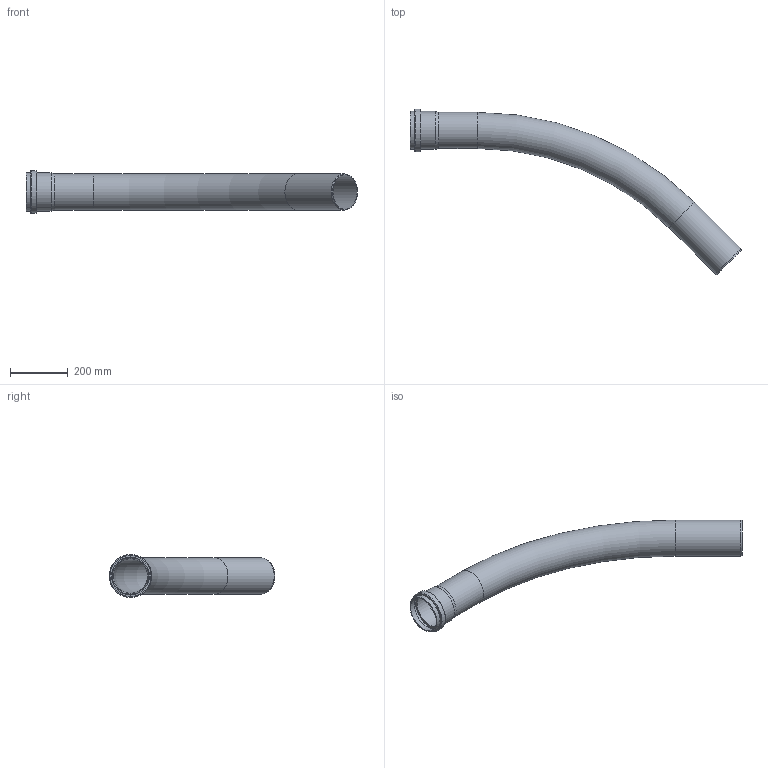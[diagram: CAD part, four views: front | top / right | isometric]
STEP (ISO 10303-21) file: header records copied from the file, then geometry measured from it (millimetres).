
FILE_DESCRIPTION(/* description */ (''),/* implementation_level */ '2;1');
FILE_NAME(/* name */ '730450z.stp',/* time_stamp */ '2023-08-23T12:37:00+02:00',/* author */ ('corinna'),/* organization */ (''),/* preprocessor_version */ 'ST-DEVELOPER v20',/* originating_system */ 'Autodesk Inventor 2024',/* authorisation */ '');
FILE_SCHEMA (('AUTOMOTIVE_DESIGN { 1 0 10303 214 3 1 1 }'));
Length unit declared in the file: millimetre
Products named in the file (1): PP-Bogenrohr_125x31_R1000_45_SM_35019_730450
Bounding box: 1146.4 x 574.19 x 148 mm (x, y, z)
Volume: 1512065.5 mm3; surface area: 978044.4 mm2
Topology: 1 solids, 1 shells, 23 faces, 45 edges, 28 vertices
Faces by surface type: cylinder 10, plane 6, torus 4, cone 3
Full cylindrical faces by diameter (mm): 118.8 x2, 125 x2, 125.4 x2, 131.6 x2, 141.8 x1, 148 x1
Entity records: 650 total; most frequent: DIRECTION 125, CARTESIAN_POINT 97, ORIENTED_EDGE 90, AXIS2_PLACEMENT_3D 56, EDGE_CURVE 45, CIRCLE 32, EDGE_LOOP 29, VERTEX_POINT 28
